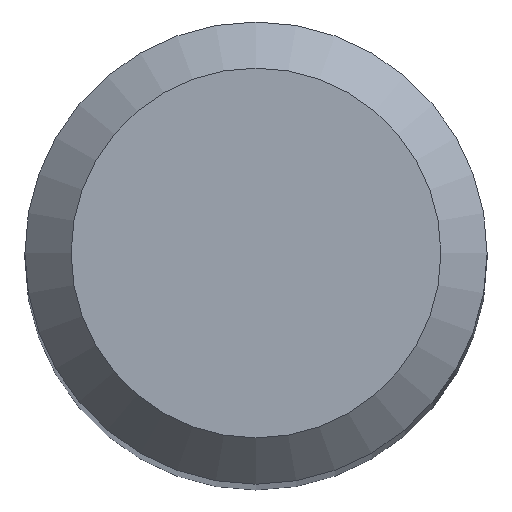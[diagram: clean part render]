
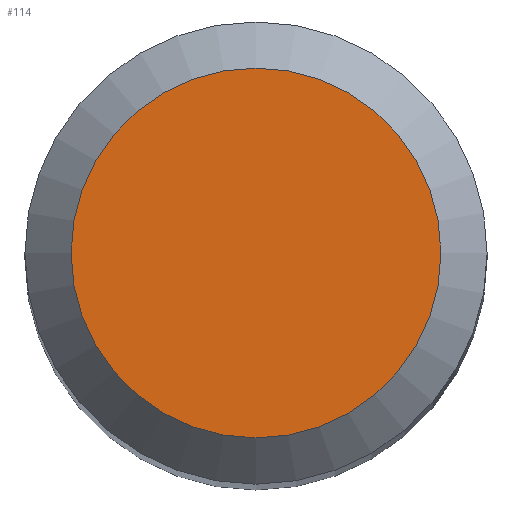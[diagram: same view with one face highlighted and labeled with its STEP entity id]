
A CAD part, top view. The second image highlights one B-rep face of the part: STEP entity #114.
In plain terms, the highlighted planar face has unit normal (0, 0, 1).
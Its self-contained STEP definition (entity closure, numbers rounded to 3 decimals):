
#11 = DIRECTION ( 'NONE',  ( 0., 0., -1. ) ) ;
#26 = EDGE_CURVE ( 'NONE', #51, #51, #61, .T. ) ;
#31 = PLANE ( 'NONE',  #226 ) ;
#35 = DIRECTION ( 'NONE',  ( 0., 1., 0. ) ) ;
#48 = CARTESIAN_POINT ( 'NONE',  ( 0., 0., 38. ) ) ;
#51 = VERTEX_POINT ( 'NONE', #87 ) ;
#60 = DIRECTION ( 'NONE',  ( 0., 1., 0. ) ) ;
#61 = CIRCLE ( 'NONE', #72, 1.6 ) ;
#62 = EDGE_LOOP ( 'NONE', ( #195 ) ) ;
#72 = AXIS2_PLACEMENT_3D ( 'NONE', #108, #11, #60 ) ;
#87 = CARTESIAN_POINT ( 'NONE',  ( 0., 1.6, 38. ) ) ;
#108 = CARTESIAN_POINT ( 'NONE',  ( 0., 0., 38. ) ) ;
#114 = ADVANCED_FACE ( 'NONE', ( #223 ), #31, .F. ) ;
#195 = ORIENTED_EDGE ( 'NONE', *, *, #26, .F. ) ;
#204 = DIRECTION ( 'NONE',  ( 0., 0., -1. ) ) ;
#223 = FACE_OUTER_BOUND ( 'NONE', #62, .T. ) ;
#226 = AXIS2_PLACEMENT_3D ( 'NONE', #48, #204, #35 ) ;
